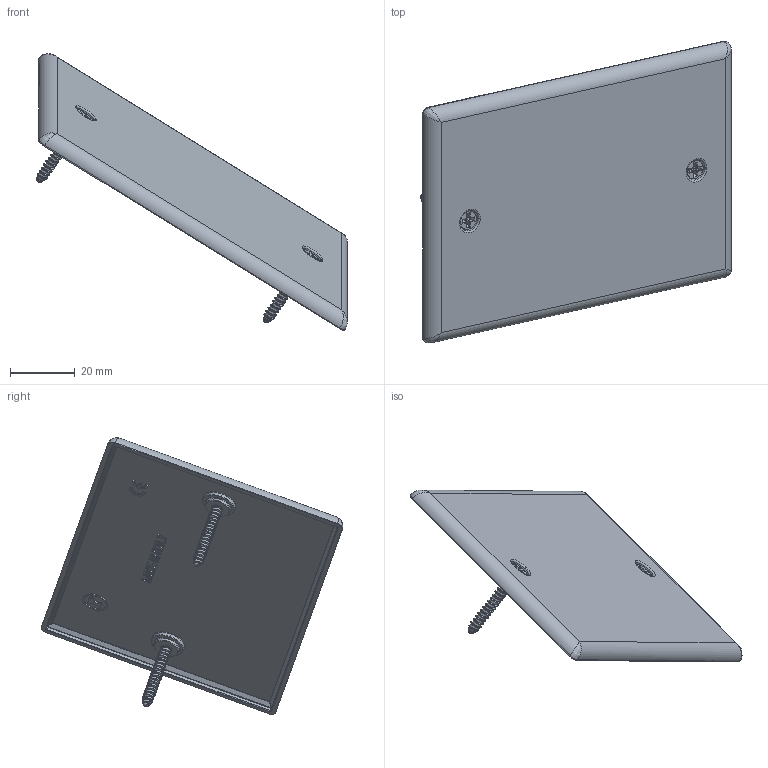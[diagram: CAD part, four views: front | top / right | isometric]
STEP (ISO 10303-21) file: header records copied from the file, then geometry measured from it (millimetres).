
FILE_DESCRIPTION(('CATIA V5 STEP Exchange'),'2;1');
FILE_NAME('2503CD.stp','2024-04-08T09:24:49+00:00',('none'),('none'),'CATIA Version 5-6 Release 2016 SP6','CATIA V5 STEP AP203','none');
FILE_SCHEMA(('CONFIG_CONTROL_DESIGN'));
Length unit declared in the file: millimetre
Products named in the file (1): STEP
Assembly tree (3 placements, depth 2):
  STEP
    #57
    #8198  x2
Bounding box: 95.62 x 92.9 x 85.15 mm (x, y, z)
Volume: 17384.5 mm3; surface area: 19849.2 mm2
Topology: 3 solids, 3 shells, 935 faces, 2161 edges, 1242 vertices
Faces by surface type: bspline 476, cylinder 185, plane 182, cone 40, torus 36, sphere 16
Entity records: 21040 total; most frequent: CARTESIAN_POINT 10119, ORIENTED_EDGE 2814, EDGE_CURVE 1407, DIRECTION 1278, VERTEX_POINT 830, EDGE_LOOP 635, ADVANCED_FACE 606, FACE_OUTER_BOUND 606
